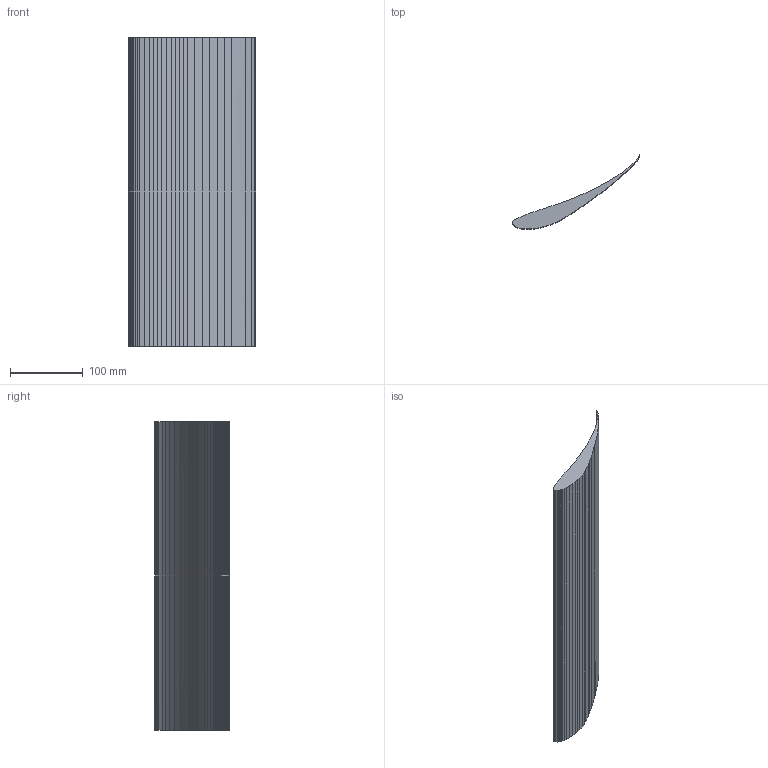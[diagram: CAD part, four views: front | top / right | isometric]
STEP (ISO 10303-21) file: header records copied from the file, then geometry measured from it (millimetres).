
FILE_DESCRIPTION(('CATIA V5 STEP Exchange'),'2;1');
FILE_NAME('Profil 1.2 x2.stp','2019-12-04T15:52:07+00:00',('none'),('none'),'CATIA Version 5 Release 19 SP 2 (IN-10)','CATIA V5 STEP AP203','none');
FILE_SCHEMA(('CONFIG_CONTROL_DESIGN'));
Length unit declared in the file: millimetre
Products named in the file (1): AE_03003
Bounding box: 176.51 x 102.74 x 425 mm (x, y, z)
Volume: 1103678.1 mm3; surface area: 183291.1 mm2
Topology: 1 solids, 1 shells, 72 faces, 210 edges, 140 vertices
Faces by surface type: extrusion 70, plane 2
Entity records: 3185 total; most frequent: CARTESIAN_POINT 1512, ORIENTED_EDGE 420, B_SPLINE_CURVE_WITH_KNOTS 210, EDGE_CURVE 210, DIRECTION 144, VECTOR 140, VERTEX_POINT 140, ADVANCED_FACE 72
